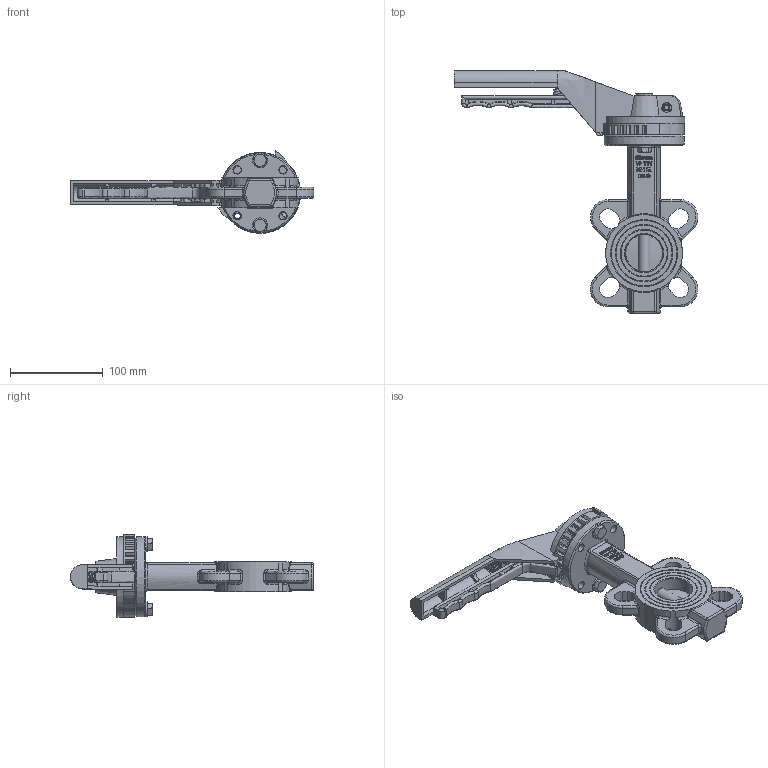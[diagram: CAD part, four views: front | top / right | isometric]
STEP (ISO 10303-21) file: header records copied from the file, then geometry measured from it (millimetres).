
FILE_DESCRIPTION(/* description */ ('1111040'),/* implementation_level */ '2;1');
FILE_NAME(/* name */ '1111040.stp',/* time_stamp */ '2019-05-14T16:49:12+02:00',/* author */ ('jmorand'),/* organization */ ('Sferaco'),/* preprocessor_version */ 'ST-DEVELOPER v17.2',/* originating_system */ 'Autodesk Inventor 2019',/* authorisation */ '');
FILE_SCHEMA (('AUTOMOTIVE_DESIGN { 1 0 10303 214 3 1 1 }'));
Length unit declared in the file: millimetre
Products named in the file (1): VWM40MP_Shrinkwrap_1
Bounding box: 262.62 x 262 x 89.21 mm (x, y, z)
Volume: 503760.5 mm3; surface area: 151314.5 mm2
Topology: 13 solids, 13 shells, 1373 faces, 3713 edges, 2397 vertices
Faces by surface type: plane 589, cylinder 386, bspline 188, torus 116, cone 86, sphere 8
Full cylindrical faces by diameter (mm): 4.7 x2, 6 x2, 6.2 x5, 6.376 x40, 6.6 x2, 7 x4, 7.4 x1, 8 x39, 8.4 x2, 8.5 x4, 9 x6, 10 x2, 10.2 x4, 12 x1, 16 x2, 18.5 x1, 32 x1, 40.6 x2, 86.3 x1
Entity records: 64302 total; most frequent: CARTESIAN_POINT 29471, ORIENTED_EDGE 7396, DIRECTION 6482, EDGE_CURVE 3698, VERTEX_POINT 2397, AXIS2_PLACEMENT_3D 2290, LINE 1902, VECTOR 1902
